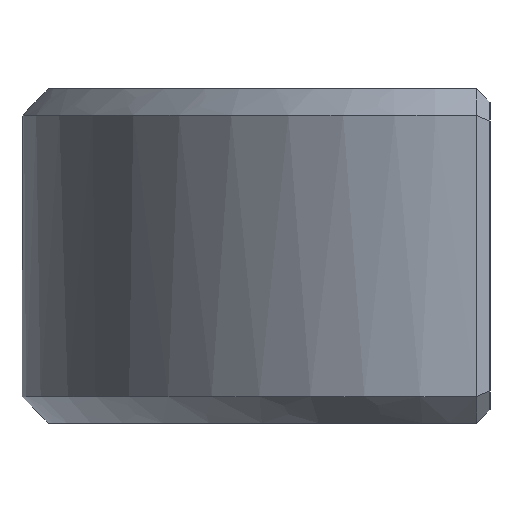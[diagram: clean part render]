
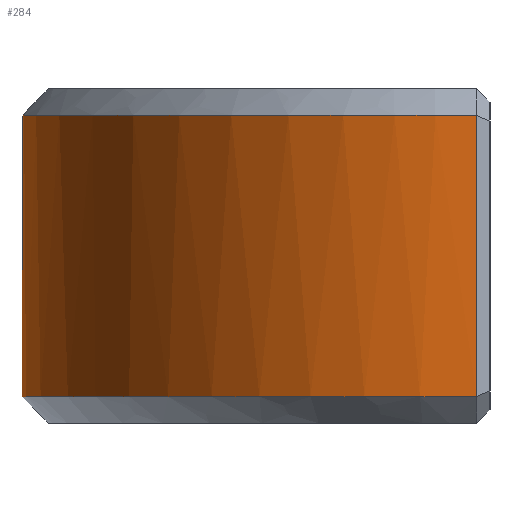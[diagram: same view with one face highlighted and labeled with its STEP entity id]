
A CAD part, left-side view. The second image highlights one B-rep face of the part: STEP entity #284.
In plain terms, the highlighted free-form (B-spline) face has degree [1, 2] with [2, 5] control points.
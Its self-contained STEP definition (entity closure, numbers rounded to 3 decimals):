
#15=(
BOUNDED_SURFACE()
B_SPLINE_SURFACE(1,2,((#735,#736,#737,#738,#739),(#740,#741,#742,#743,#744)),
 .UNSPECIFIED.,.F.,.F.,.F.)
B_SPLINE_SURFACE_WITH_KNOTS((2,2),(3,2,3),(0.04,0.46),(0.029,
1.571,3.113),.UNSPECIFIED.)
GEOMETRIC_REPRESENTATION_ITEM()
RATIONAL_B_SPLINE_SURFACE(((1.,0.717,1.,0.717,1.),
(1.,0.717,1.,0.717,1.)))
REPRESENTATION_ITEM('')
SURFACE()
);
#50=FACE_OUTER_BOUND('',#68,.T.);
#68=EDGE_LOOP('',(#245,#246,#247,#248,#249,#250,#251,#252));
#71=B_SPLINE_CURVE_WITH_KNOTS('',3,(#349,#350,#351,#352),.UNSPECIFIED.,
 .F.,.F.,(4,4),(-2.3,-0.2),.UNSPECIFIED.);
#77=B_SPLINE_CURVE_WITH_KNOTS('',3,(#401,#402,#403,#404),.UNSPECIFIED.,
 .F.,.F.,(4,4),(0.173,0.173),.UNSPECIFIED.);
#82=B_SPLINE_CURVE_WITH_KNOTS('',3,(#444,#445,#446,#447),.UNSPECIFIED.,
 .F.,.F.,(4,4),(0.2,2.3),.UNSPECIFIED.);
#84=B_SPLINE_CURVE_WITH_KNOTS('',3,(#470,#471,#472,#473),.UNSPECIFIED.,
 .F.,.F.,(4,4),(0.,0.),.UNSPECIFIED.);
#92=B_SPLINE_CURVE_WITH_KNOTS('',3,(#531,#532,#533,#534),.UNSPECIFIED.,
 .F.,.F.,(4,4),(0.173,0.173),.UNSPECIFIED.);
#97=B_SPLINE_CURVE_WITH_KNOTS('',3,(#577,#578,#579,#580),.UNSPECIFIED.,
 .F.,.F.,(4,4),(0.,0.),.UNSPECIFIED.);
#104=B_SPLINE_CURVE_WITH_KNOTS('',3,(#725,#726,#727,#728,#729,#730,#731,
#732,#733,#734),.UNSPECIFIED.,.F.,.F.,(4,1,1,1,1,1,1,4),(-3.113,
-2.672,-2.232,-1.791,-1.35,
-0.91,-0.469,-0.029),
 .UNSPECIFIED.);
#105=B_SPLINE_CURVE_WITH_KNOTS('',3,(#745,#746,#747,#748,#749,#750,#751,
#752,#753,#754),.UNSPECIFIED.,.F.,.F.,(4,1,1,1,1,1,1,4),(0.029,
0.469,0.91,1.35,1.791,2.232,
2.672,3.113),.UNSPECIFIED.);
#107=VERTEX_POINT('',#347);
#108=VERTEX_POINT('',#348);
#113=VERTEX_POINT('',#393);
#114=VERTEX_POINT('',#400);
#117=VERTEX_POINT('',#437);
#119=VERTEX_POINT('',#465);
#125=VERTEX_POINT('',#522);
#130=VERTEX_POINT('',#572);
#135=EDGE_CURVE('',#107,#108,#71,.T.);
#141=EDGE_CURVE('',#113,#114,#77,.T.);
#146=EDGE_CURVE('',#117,#113,#82,.T.);
#148=EDGE_CURVE('',#119,#117,#84,.T.);
#158=EDGE_CURVE('',#108,#125,#92,.T.);
#165=EDGE_CURVE('',#130,#107,#97,.T.);
#174=EDGE_CURVE('',#125,#119,#104,.T.);
#175=EDGE_CURVE('',#114,#130,#105,.T.);
#245=ORIENTED_EDGE('',*,*,#148,.F.);
#246=ORIENTED_EDGE('',*,*,#174,.F.);
#247=ORIENTED_EDGE('',*,*,#158,.F.);
#248=ORIENTED_EDGE('',*,*,#135,.F.);
#249=ORIENTED_EDGE('',*,*,#165,.F.);
#250=ORIENTED_EDGE('',*,*,#175,.F.);
#251=ORIENTED_EDGE('',*,*,#141,.F.);
#252=ORIENTED_EDGE('',*,*,#146,.F.);
#284=ADVANCED_FACE('',(#50),#15,.F.);
#347=CARTESIAN_POINT('',(-49.98,1.,23.));
#348=CARTESIAN_POINT('',(-49.98,1.,2.));
#349=CARTESIAN_POINT('Ctrl Pts',(-49.98,1.,23.));
#350=CARTESIAN_POINT('Ctrl Pts',(-49.98,1.,16.));
#351=CARTESIAN_POINT('Ctrl Pts',(-49.98,1.,9.));
#352=CARTESIAN_POINT('Ctrl Pts',(-49.98,1.,2.));
#393=CARTESIAN_POINT('',(49.98,1.,23.));
#400=CARTESIAN_POINT('',(49.98,1.,23.));
#401=CARTESIAN_POINT('Ctrl Pts',(49.98,1.,23.));
#402=CARTESIAN_POINT('Ctrl Pts',(49.98,1.,23.));
#403=CARTESIAN_POINT('Ctrl Pts',(49.98,1.,23.));
#404=CARTESIAN_POINT('Ctrl Pts',(49.98,1.,23.));
#437=CARTESIAN_POINT('',(49.98,1.,2.));
#444=CARTESIAN_POINT('Ctrl Pts',(49.98,1.,2.));
#445=CARTESIAN_POINT('Ctrl Pts',(49.98,1.,9.));
#446=CARTESIAN_POINT('Ctrl Pts',(49.98,1.,16.));
#447=CARTESIAN_POINT('Ctrl Pts',(49.98,1.,23.));
#465=CARTESIAN_POINT('',(49.98,1.,2.));
#470=CARTESIAN_POINT('Ctrl Pts',(49.98,1.,2.));
#471=CARTESIAN_POINT('Ctrl Pts',(49.98,1.,2.));
#472=CARTESIAN_POINT('Ctrl Pts',(49.98,1.,2.));
#473=CARTESIAN_POINT('Ctrl Pts',(49.98,1.,2.));
#522=CARTESIAN_POINT('',(-49.98,1.,2.));
#531=CARTESIAN_POINT('Ctrl Pts',(-49.98,1.,2.));
#532=CARTESIAN_POINT('Ctrl Pts',(-49.98,1.,2.));
#533=CARTESIAN_POINT('Ctrl Pts',(-49.98,1.,2.));
#534=CARTESIAN_POINT('Ctrl Pts',(-49.98,1.,2.));
#572=CARTESIAN_POINT('',(-49.98,1.,23.));
#577=CARTESIAN_POINT('Ctrl Pts',(-49.98,1.,23.));
#578=CARTESIAN_POINT('Ctrl Pts',(-49.98,1.,23.));
#579=CARTESIAN_POINT('Ctrl Pts',(-49.98,1.,23.));
#580=CARTESIAN_POINT('Ctrl Pts',(-49.98,1.,23.));
#725=CARTESIAN_POINT('Ctrl Pts',(-49.98,1.,2.));
#726=CARTESIAN_POINT('Ctrl Pts',(-49.77,6.139,2.));
#727=CARTESIAN_POINT('Ctrl Pts',(-46.064,16.346,2.));
#728=CARTESIAN_POINT('Ctrl Pts',(-31.707,28.542,2.));
#729=CARTESIAN_POINT('Ctrl Pts',(-11.286,35.277,2.));
#730=CARTESIAN_POINT('Ctrl Pts',(11.288,35.282,2.));
#731=CARTESIAN_POINT('Ctrl Pts',(31.703,28.538,2.));
#732=CARTESIAN_POINT('Ctrl Pts',(46.067,16.348,2.));
#733=CARTESIAN_POINT('Ctrl Pts',(49.77,6.139,2.));
#734=CARTESIAN_POINT('Ctrl Pts',(49.98,1.,2.));
#735=CARTESIAN_POINT('Ctrl Pts',(49.98,1.,2.));
#736=CARTESIAN_POINT('Ctrl Pts',(48.592,35.,2.));
#737=CARTESIAN_POINT('Ctrl Pts',(0.,35.,2.));
#738=CARTESIAN_POINT('Ctrl Pts',(-48.592,35.,2.));
#739=CARTESIAN_POINT('Ctrl Pts',(-49.98,1.,2.));
#740=CARTESIAN_POINT('Ctrl Pts',(49.98,1.,23.));
#741=CARTESIAN_POINT('Ctrl Pts',(48.592,35.,23.));
#742=CARTESIAN_POINT('Ctrl Pts',(0.,35.,23.));
#743=CARTESIAN_POINT('Ctrl Pts',(-48.592,35.,23.));
#744=CARTESIAN_POINT('Ctrl Pts',(-49.98,1.,23.));
#745=CARTESIAN_POINT('Ctrl Pts',(49.98,1.,23.));
#746=CARTESIAN_POINT('Ctrl Pts',(49.77,6.139,23.));
#747=CARTESIAN_POINT('Ctrl Pts',(46.064,16.346,23.));
#748=CARTESIAN_POINT('Ctrl Pts',(31.705,28.539,23.));
#749=CARTESIAN_POINT('Ctrl Pts',(11.287,35.281,23.));
#750=CARTESIAN_POINT('Ctrl Pts',(-11.286,35.277,23.));
#751=CARTESIAN_POINT('Ctrl Pts',(-31.707,28.542,23.));
#752=CARTESIAN_POINT('Ctrl Pts',(-46.064,16.346,23.));
#753=CARTESIAN_POINT('Ctrl Pts',(-49.77,6.139,23.));
#754=CARTESIAN_POINT('Ctrl Pts',(-49.98,1.,23.));
